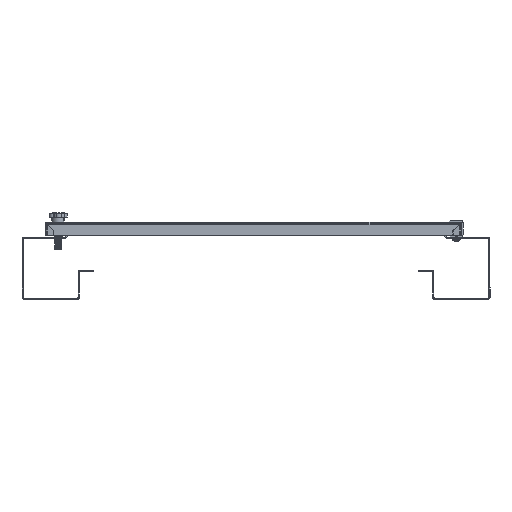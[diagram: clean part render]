
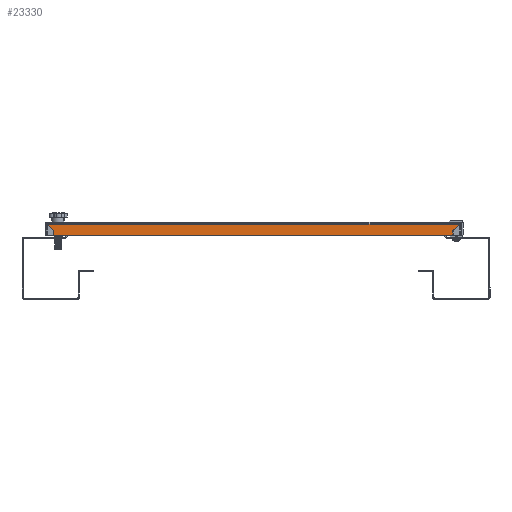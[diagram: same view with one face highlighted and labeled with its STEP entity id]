
A CAD part, front view. The second image highlights one B-rep face of the part: STEP entity #23330.
In plain terms, the highlighted planar face has unit normal (0, -1, 0).
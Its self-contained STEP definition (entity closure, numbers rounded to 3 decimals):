
#225 = LINE ( 'NONE', #3390, #30360 ) ;
#1125 = FACE_OUTER_BOUND ( 'NONE', #43672, .T. ) ;
#2689 = VERTEX_POINT ( 'NONE', #12116 ) ;
#2929 = CARTESIAN_POINT ( 'NONE',  ( -262., -471.5, -3. ) ) ;
#3390 = CARTESIAN_POINT ( 'NONE',  ( -254.203, -471.5, 0. ) ) ;
#3406 = LINE ( 'NONE', #24548, #39905 ) ;
#4295 = ORIENTED_EDGE ( 'NONE', *, *, #13001, .T. ) ;
#4479 = CARTESIAN_POINT ( 'NONE',  ( 0., -471.5, 0. ) ) ;
#4933 = DIRECTION ( 'NONE',  ( 0., 1., 0. ) ) ;
#6082 = VERTEX_POINT ( 'NONE', #28840 ) ;
#6152 = VECTOR ( 'NONE', #36902, 1000. ) ;
#6305 = DIRECTION ( 'NONE',  ( -1., 0., 0. ) ) ;
#7006 = CARTESIAN_POINT ( 'NONE',  ( 265., -471.5, -3. ) ) ;
#7610 = DIRECTION ( 'NONE',  ( 0., 0., 1. ) ) ;
#7983 = VERTEX_POINT ( 'NONE', #38098 ) ;
#8847 = EDGE_CURVE ( 'NONE', #6082, #29405, #22760, .T. ) ;
#9779 = CARTESIAN_POINT ( 'NONE',  ( 254.203, -471.5, -10.956 ) ) ;
#10659 = VECTOR ( 'NONE', #18466, 1000. ) ;
#11538 = CARTESIAN_POINT ( 'NONE',  ( 254.203, -471.5, -10.956 ) ) ;
#11566 = ORIENTED_EDGE ( 'NONE', *, *, #23105, .F. ) ;
#11682 = VERTEX_POINT ( 'NONE', #16941 ) ;
#11931 = ORIENTED_EDGE ( 'NONE', *, *, #33909, .F. ) ;
#12116 = CARTESIAN_POINT ( 'NONE',  ( 254.203, -471.5, -17. ) ) ;
#13001 = EDGE_CURVE ( 'NONE', #2689, #31686, #3406, .T. ) ;
#14351 = VECTOR ( 'NONE', #6305, 1000. ) ;
#15612 = PLANE ( 'NONE',  #35734 ) ;
#16941 = CARTESIAN_POINT ( 'NONE',  ( -262.007, -471.5, -3. ) ) ;
#17682 = DIRECTION ( 'NONE',  ( 1., 0., 0. ) ) ;
#18466 = DIRECTION ( 'NONE',  ( -0.7, 0., -0.714 ) ) ;
#20520 = ORIENTED_EDGE ( 'NONE', *, *, #27172, .T. ) ;
#20521 = DIRECTION ( 'NONE',  ( 0., 0., 1. ) ) ;
#21518 = EDGE_CURVE ( 'NONE', #29405, #31686, #42583, .T. ) ;
#22022 = ORIENTED_EDGE ( 'NONE', *, *, #30305, .F. ) ;
#22760 = LINE ( 'NONE', #32366, #38283 ) ;
#23105 = EDGE_CURVE ( 'NONE', #2689, #7983, #23241, .T. ) ;
#23241 = LINE ( 'NONE', #36866, #14351 ) ;
#23330 = ADVANCED_FACE ( 'NONE', ( #1125 ), #15612, .F. ) ;
#23694 = LINE ( 'NONE', #30192, #6152 ) ;
#24548 = CARTESIAN_POINT ( 'NONE',  ( 254.203, -471.5, 0. ) ) ;
#26040 = LINE ( 'NONE', #36288, #32777 ) ;
#27172 = EDGE_CURVE ( 'NONE', #11682, #27509, #23694, .T. ) ;
#27509 = VERTEX_POINT ( 'NONE', #37168 ) ;
#28840 = CARTESIAN_POINT ( 'NONE',  ( 262., -471.5, -3. ) ) ;
#29405 = VERTEX_POINT ( 'NONE', #40134 ) ;
#30015 = ORIENTED_EDGE ( 'NONE', *, *, #36551, .T. ) ;
#30192 = CARTESIAN_POINT ( 'NONE',  ( -254.203, -471.5, -10.956 ) ) ;
#30239 = VECTOR ( 'NONE', #17682, 1000. ) ;
#30305 = EDGE_CURVE ( 'NONE', #43851, #6082, #41317, .T. ) ;
#30360 = VECTOR ( 'NONE', #20521, 1000. ) ;
#31686 = VERTEX_POINT ( 'NONE', #9779 ) ;
#32127 = DIRECTION ( 'NONE',  ( 0., 0., 1. ) ) ;
#32366 = CARTESIAN_POINT ( 'NONE',  ( 262.007, -471.5, -3. ) ) ;
#32777 = VECTOR ( 'NONE', #42970, 1000. ) ;
#33392 = ORIENTED_EDGE ( 'NONE', *, *, #21518, .F. ) ;
#33434 = ORIENTED_EDGE ( 'NONE', *, *, #8847, .F. ) ;
#33909 = EDGE_CURVE ( 'NONE', #7983, #27509, #225, .T. ) ;
#35734 = AXIS2_PLACEMENT_3D ( 'NONE', #4479, #4933, #32127 ) ;
#36288 = CARTESIAN_POINT ( 'NONE',  ( -262.007, -471.5, -3. ) ) ;
#36366 = DIRECTION ( 'NONE',  ( 1., 0., 0. ) ) ;
#36551 = EDGE_CURVE ( 'NONE', #43851, #11682, #26040, .T. ) ;
#36866 = CARTESIAN_POINT ( 'NONE',  ( 265., -471.5, -17. ) ) ;
#36902 = DIRECTION ( 'NONE',  ( 0.7, 0., -0.714 ) ) ;
#37168 = CARTESIAN_POINT ( 'NONE',  ( -254.203, -471.5, -10.956 ) ) ;
#38098 = CARTESIAN_POINT ( 'NONE',  ( -254.203, -471.5, -17. ) ) ;
#38283 = VECTOR ( 'NONE', #36366, 1000. ) ;
#39905 = VECTOR ( 'NONE', #7610, 1000. ) ;
#40134 = CARTESIAN_POINT ( 'NONE',  ( 262.007, -471.5, -3. ) ) ;
#41317 = LINE ( 'NONE', #7006, #30239 ) ;
#42583 = LINE ( 'NONE', #11538, #10659 ) ;
#42970 = DIRECTION ( 'NONE',  ( -1., 0., 0. ) ) ;
#43672 = EDGE_LOOP ( 'NONE', ( #4295, #33392, #33434, #22022, #30015, #20520, #11931, #11566 ) ) ;
#43851 = VERTEX_POINT ( 'NONE', #2929 ) ;
